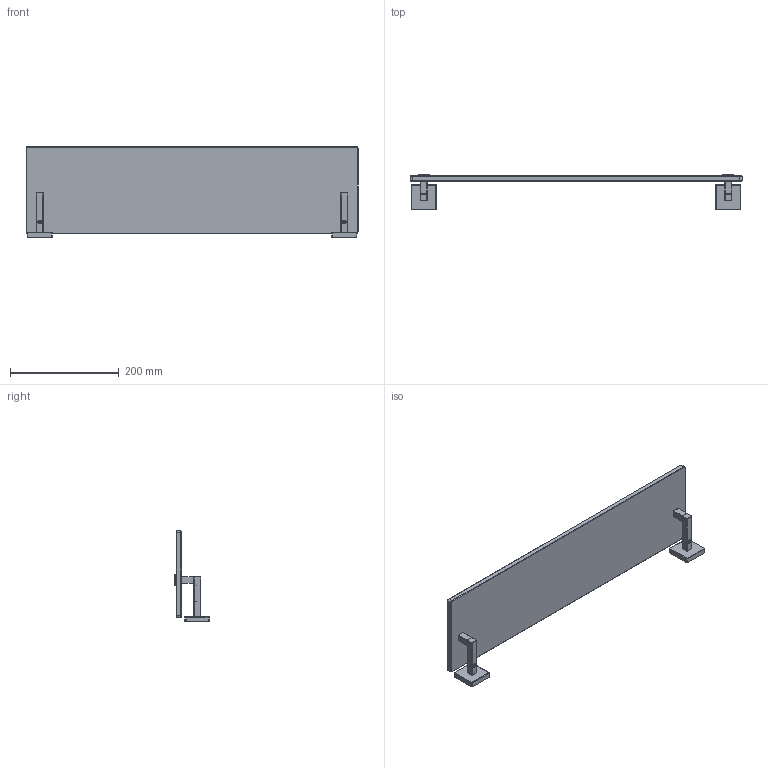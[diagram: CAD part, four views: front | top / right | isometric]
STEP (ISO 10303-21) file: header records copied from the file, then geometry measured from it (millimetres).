
FILE_DESCRIPTION((''),'2;1');
FILE_NAME('5234T-24_ASM','2015-11-04T',('rsmith'),(''),'PRO/ENGINEER BY PARAMETRIC TECHNOLOGY CORPORATION, 2013150','PRO/ENGINEER BY PARAMETRIC TECHNOLOGY CORPORATION, 2013150','');
FILE_SCHEMA(('CONFIG_CONTROL_DESIGN'));
Length unit declared in the file: inch
Products named in the file (9): 40596; 6XXB; 40607; 40608; 92563; 4534T-24TSCL; 80390; 80389; 5234T-24_ASM
Assembly tree (17 placements, depth 2):
  5234T-24_ASM
    40596  x2
    6XXB  x2
    40607  x2
    40608  x2
    92563  x4
    4534T-24TSCL
    80390  x2
    80389  x2
Bounding box: 609.6 x 64.47 x 167.2 mm (x, y, z)
Volume: 960541.3 mm3; surface area: 267356.2 mm2
Topology: 17 solids, 23 shells, 1720 faces, 4578 edges, 2908 vertices
Faces by surface type: plane 838, cylinder 536, cone 184, bspline 86, sphere 72, torus 4
Entity records: 36199 total; most frequent: CARTESIAN_POINT 15838, ORIENTED_EDGE 4389, DIRECTION 3910, EDGE_CURVE 2221, VERTEX_POINT 1419, AXIS2_PLACEMENT_3D 1376, VECTOR 1158, LINE 1158
